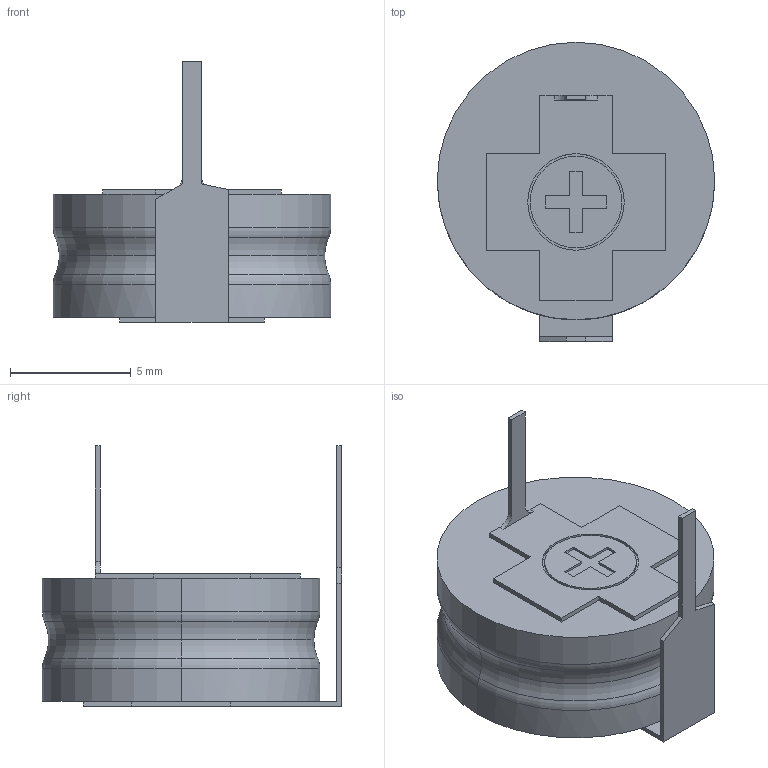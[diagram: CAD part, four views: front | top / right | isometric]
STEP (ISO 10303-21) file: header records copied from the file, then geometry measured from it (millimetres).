
FILE_DESCRIPTION (( 'STEP AP214' ), '1' );
FILE_NAME ('User Library-Ionistor DX-5R5H104.STEP', '2022-06-27T09:23:22', ( '' ), ( '' ), 'SwSTEP 2.0', 'SolidWorks 2021', '' );
FILE_SCHEMA (( 'AUTOMOTIVE_DESIGN' ));
Length unit declared in the file: millimetre
Products named in the file (1): User Library-Ionistor DX-5R5H104
Bounding box: 11.5 x 12.4 x 10.8 mm (x, y, z)
Volume: 540.3 mm3; surface area: 473 mm2
Topology: 1 solids, 1 shells, 83 faces, 210 edges, 136 vertices
Faces by surface type: plane 61, cylinder 14, torus 8
Entity records: 3089 total; most frequent: CARTESIAN_POINT 430, DIRECTION 422, ORIENTED_EDGE 420, EDGE_CURVE 210, LINE 166, VECTOR 166, VERTEX_POINT 136, AXIS2_PLACEMENT_3D 128
